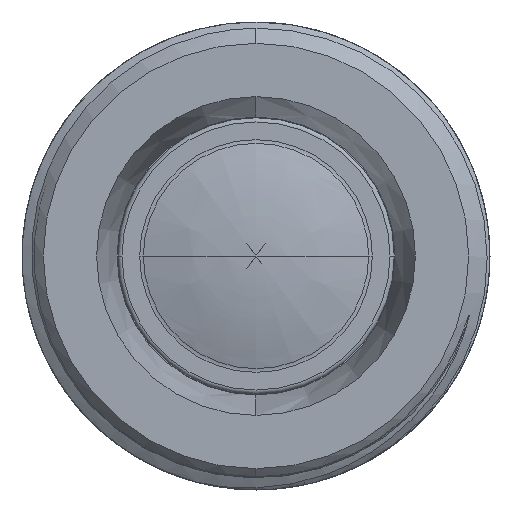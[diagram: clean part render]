
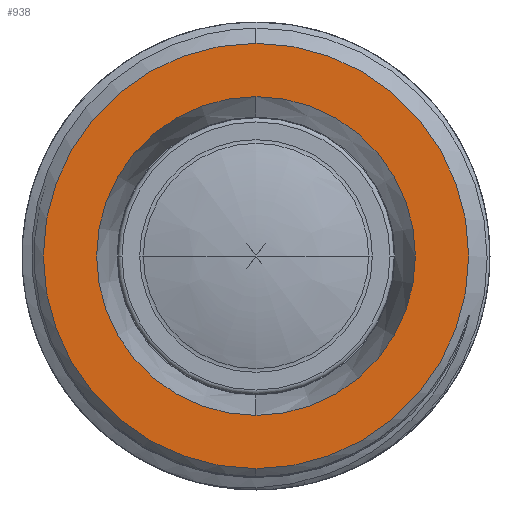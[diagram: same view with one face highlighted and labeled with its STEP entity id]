
A CAD part, left-side view. The second image highlights one B-rep face of the part: STEP entity #938.
In plain terms, the highlighted planar face has unit normal (-1, 0, 0).
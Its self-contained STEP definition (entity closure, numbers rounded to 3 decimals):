
#327 = PLANE ( 'NONE',  #790 ) ;
#354 = DIRECTION ( 'NONE',  ( 1., 0., 0. ) ) ;
#357 = DIRECTION ( 'NONE',  ( 1., 0., 0. ) ) ;
#526 = ORIENTED_EDGE ( 'NONE', *, *, #11773, .F. ) ;
#764 = ORIENTED_EDGE ( 'NONE', *, *, #6103, .T. ) ;
#790 = AXIS2_PLACEMENT_3D ( 'NONE', #10397, #7670, #6778 ) ;
#938 = ADVANCED_FACE ( 'NONE', ( #2063, #4825 ), #327, .T. ) ;
#1801 = DIRECTION ( 'NONE',  ( 1., 0., 0. ) ) ;
#2063 = FACE_OUTER_BOUND ( 'NONE', #5704, .T. ) ;
#2257 = CARTESIAN_POINT ( 'NONE',  ( -1.351, 0., 0. ) ) ;
#2500 = VERTEX_POINT ( 'NONE', #10757 ) ;
#2514 = CIRCLE ( 'NONE', #3326, 5. ) ;
#2561 = EDGE_CURVE ( 'NONE', #2500, #2849, #9275, .T. ) ;
#2849 = VERTEX_POINT ( 'NONE', #3823 ) ;
#2928 = CIRCLE ( 'NONE', #9368, 5. ) ;
#3011 = DIRECTION ( 'NONE',  ( 0., 0., 1. ) ) ;
#3326 = AXIS2_PLACEMENT_3D ( 'NONE', #5823, #357, #10580 ) ;
#3596 = VERTEX_POINT ( 'NONE', #9295 ) ;
#3625 = ORIENTED_EDGE ( 'NONE', *, *, #2561, .T. ) ;
#3823 = CARTESIAN_POINT ( 'NONE',  ( -1.351, 0., -3.747 ) ) ;
#3956 = CIRCLE ( 'NONE', #7702, 3.747 ) ;
#4098 = DIRECTION ( 'NONE',  ( 0., 0., -1. ) ) ;
#4593 = CARTESIAN_POINT ( 'NONE',  ( -1.351, 0., 5. ) ) ;
#4825 = FACE_BOUND ( 'NONE', #7270, .T. ) ;
#5704 = EDGE_LOOP ( 'NONE', ( #9425, #526 ) ) ;
#5823 = CARTESIAN_POINT ( 'NONE',  ( -1.351, 0., 0. ) ) ;
#6103 = EDGE_CURVE ( 'NONE', #2849, #2500, #3956, .T. ) ;
#6687 = CARTESIAN_POINT ( 'NONE',  ( -1.351, 0., 0. ) ) ;
#6778 = DIRECTION ( 'NONE',  ( 0., -1., 0. ) ) ;
#6980 = AXIS2_PLACEMENT_3D ( 'NONE', #11864, #1801, #11911 ) ;
#7270 = EDGE_LOOP ( 'NONE', ( #3625, #764 ) ) ;
#7670 = DIRECTION ( 'NONE',  ( -1., 0., 0. ) ) ;
#7702 = AXIS2_PLACEMENT_3D ( 'NONE', #2257, #8645, #4098 ) ;
#8645 = DIRECTION ( 'NONE',  ( 1., 0., 0. ) ) ;
#9275 = CIRCLE ( 'NONE', #6980, 3.747 ) ;
#9295 = CARTESIAN_POINT ( 'NONE',  ( -1.351, 0., -5. ) ) ;
#9368 = AXIS2_PLACEMENT_3D ( 'NONE', #6687, #354, #3011 ) ;
#9425 = ORIENTED_EDGE ( 'NONE', *, *, #11202, .F. ) ;
#10397 = CARTESIAN_POINT ( 'NONE',  ( -1.351, 0., 0. ) ) ;
#10580 = DIRECTION ( 'NONE',  ( 0., 0., -1. ) ) ;
#10757 = CARTESIAN_POINT ( 'NONE',  ( -1.351, 0., 3.747 ) ) ;
#11109 = VERTEX_POINT ( 'NONE', #4593 ) ;
#11202 = EDGE_CURVE ( 'NONE', #3596, #11109, #2514, .T. ) ;
#11773 = EDGE_CURVE ( 'NONE', #11109, #3596, #2928, .T. ) ;
#11864 = CARTESIAN_POINT ( 'NONE',  ( -1.351, 0., 0. ) ) ;
#11911 = DIRECTION ( 'NONE',  ( 0., 0., 1. ) ) ;
